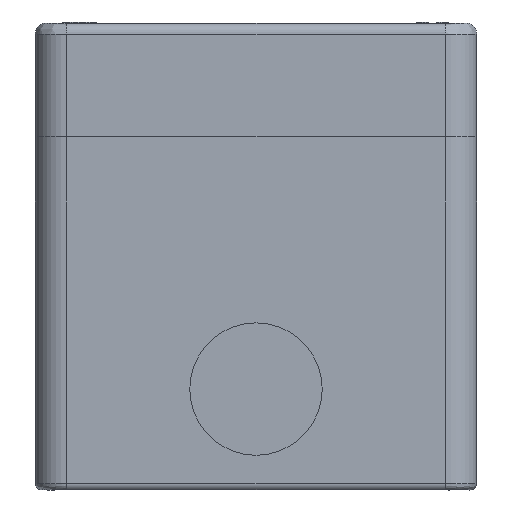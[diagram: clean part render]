
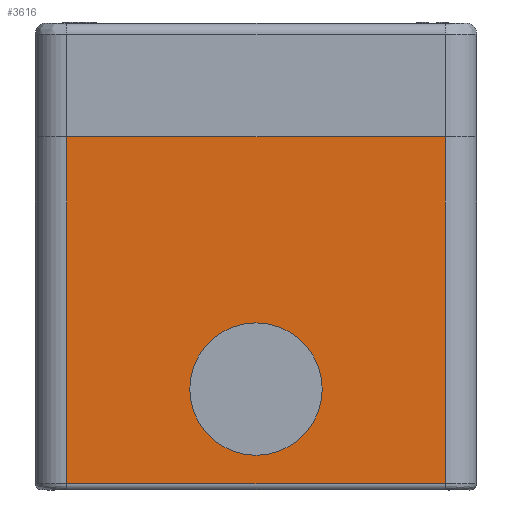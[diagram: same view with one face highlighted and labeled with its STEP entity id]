
A CAD part, front view. The second image highlights one B-rep face of the part: STEP entity #3616.
In plain terms, the highlighted planar face has unit normal (0, -1, 0).
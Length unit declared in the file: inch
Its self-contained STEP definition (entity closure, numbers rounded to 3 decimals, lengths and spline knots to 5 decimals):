
#1240 = ORIENTED_EDGE ( 'NONE', *, *, #13790, .T. ) ;
#1293 = VECTOR ( 'NONE', #22501, 39.37008 ) ;
#1690 = CARTESIAN_POINT ( 'NONE',  ( 0.01368, -4.0232, -1.28611 ) ) ;
#1957 = EDGE_CURVE ( 'NONE', #10923, #12014, #15203, .T. ) ;
#2172 = FACE_BOUND ( 'NONE', #6527, .T. ) ;
#2261 = VERTEX_POINT ( 'NONE', #23893 ) ;
#2954 = VECTOR ( 'NONE', #3887, 39.37008 ) ;
#2970 = CARTESIAN_POINT ( 'NONE',  ( 0.01368, -4.0232, -1.28611 ) ) ;
#3368 = PLANE ( 'NONE',  #15594 ) ;
#3616 = ADVANCED_FACE ( 'NONE', ( #2172, #8016 ), #3368, .T. ) ;
#3887 = DIRECTION ( 'NONE',  ( -1., 0., 0. ) ) ;
#4123 = CIRCLE ( 'NONE', #10080, 0.41339 ) ;
#4979 = CARTESIAN_POINT ( 'NONE',  ( 0.01368, -4.0232, -3.45147 ) ) ;
#5108 = DIRECTION ( 'NONE',  ( 0., 1., 0. ) ) ;
#5423 = DIRECTION ( 'NONE',  ( 0., 0., -1. ) ) ;
#6527 = EDGE_LOOP ( 'NONE', ( #1240, #9487 ) ) ;
#6609 = ORIENTED_EDGE ( 'NONE', *, *, #20261, .T. ) ;
#7404 = CARTESIAN_POINT ( 'NONE',  ( 2.37588, -4.0232, -3.45147 ) ) ;
#7515 = ORIENTED_EDGE ( 'NONE', *, *, #1957, .F. ) ;
#8016 = FACE_OUTER_BOUND ( 'NONE', #24546, .T. ) ;
#8986 = DIRECTION ( 'NONE',  ( 0., 0., 1. ) ) ;
#9401 = VERTEX_POINT ( 'NONE', #7404 ) ;
#9487 = ORIENTED_EDGE ( 'NONE', *, *, #14173, .T. ) ;
#9861 = CARTESIAN_POINT ( 'NONE',  ( 1.19478, -4.0232, -3.45147 ) ) ;
#10080 = AXIS2_PLACEMENT_3D ( 'NONE', #21912, #10142, #23704 ) ;
#10142 = DIRECTION ( 'NONE',  ( 0., 1., 0. ) ) ;
#10283 = AXIS2_PLACEMENT_3D ( 'NONE', #10742, #5108, #22755 ) ;
#10515 = LINE ( 'NONE', #20544, #1293 ) ;
#10742 = CARTESIAN_POINT ( 'NONE',  ( 1.19478, -4.0232, -2.86092 ) ) ;
#10923 = VERTEX_POINT ( 'NONE', #4979 ) ;
#11761 = CIRCLE ( 'NONE', #10283, 0.41339 ) ;
#12014 = VERTEX_POINT ( 'NONE', #1690 ) ;
#12768 = ORIENTED_EDGE ( 'NONE', *, *, #14212, .T. ) ;
#13790 = EDGE_CURVE ( 'NONE', #2261, #19775, #4123, .T. ) ;
#14173 = EDGE_CURVE ( 'NONE', #19775, #2261, #11761, .T. ) ;
#14212 = EDGE_CURVE ( 'NONE', #9401, #15183, #10515, .T. ) ;
#15183 = VERTEX_POINT ( 'NONE', #15434 ) ;
#15203 = LINE ( 'NONE', #18974, #24304 ) ;
#15279 = DIRECTION ( 'NONE',  ( 0., -1., 0. ) ) ;
#15434 = CARTESIAN_POINT ( 'NONE',  ( 2.37588, -4.0232, -1.28611 ) ) ;
#15594 = AXIS2_PLACEMENT_3D ( 'NONE', #20964, #15279, #5423 ) ;
#18413 = EDGE_CURVE ( 'NONE', #9401, #10923, #24643, .T. ) ;
#18904 = LINE ( 'NONE', #2970, #19800 ) ;
#18974 = CARTESIAN_POINT ( 'NONE',  ( 0.01368, -4.0232, -2.36879 ) ) ;
#19775 = VERTEX_POINT ( 'NONE', #22959 ) ;
#19800 = VECTOR ( 'NONE', #24741, 39.37008 ) ;
#20261 = EDGE_CURVE ( 'NONE', #15183, #12014, #18904, .T. ) ;
#20544 = CARTESIAN_POINT ( 'NONE',  ( 2.37588, -4.0232, -2.36879 ) ) ;
#20964 = CARTESIAN_POINT ( 'NONE',  ( 0.01368, -4.0232, -2.36879 ) ) ;
#21912 = CARTESIAN_POINT ( 'NONE',  ( 1.19478, -4.0232, -2.86092 ) ) ;
#22501 = DIRECTION ( 'NONE',  ( 0., 0., 1. ) ) ;
#22755 = DIRECTION ( 'NONE',  ( 0., 0., -1. ) ) ;
#22959 = CARTESIAN_POINT ( 'NONE',  ( 1.19478, -4.0232, -2.44753 ) ) ;
#23704 = DIRECTION ( 'NONE',  ( 0., 0., -1. ) ) ;
#23893 = CARTESIAN_POINT ( 'NONE',  ( 1.19478, -4.0232, -3.2743 ) ) ;
#24304 = VECTOR ( 'NONE', #8986, 39.37008 ) ;
#24546 = EDGE_LOOP ( 'NONE', ( #25144, #12768, #6609, #7515 ) ) ;
#24643 = LINE ( 'NONE', #9861, #2954 ) ;
#24741 = DIRECTION ( 'NONE',  ( -1., 0., 0. ) ) ;
#25144 = ORIENTED_EDGE ( 'NONE', *, *, #18413, .F. ) ;
